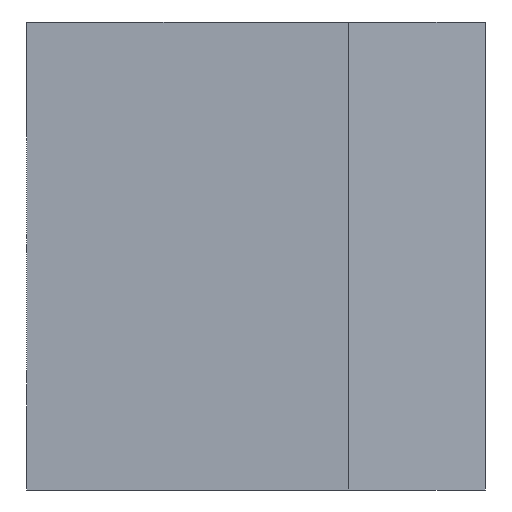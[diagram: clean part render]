
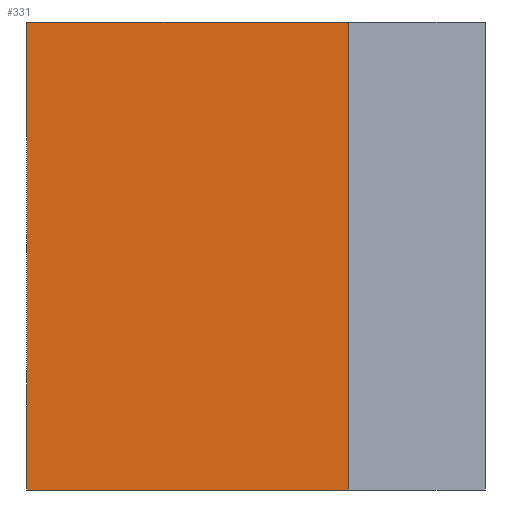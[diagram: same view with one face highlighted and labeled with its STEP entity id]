
A CAD part, left-side view. The second image highlights one B-rep face of the part: STEP entity #331.
In plain terms, the highlighted planar face has unit normal (-1, 0, 0).
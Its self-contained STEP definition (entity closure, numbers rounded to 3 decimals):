
#3 = EDGE_LOOP ( 'NONE', ( #402, #403, #404, #405 ) ) ;
#50 = CARTESIAN_POINT ( 'NONE',  ( -25.825, 0., 20. ) ) ;
#51 = CARTESIAN_POINT ( 'NONE',  ( -25.825, 0., -20. ) ) ;
#55 = CARTESIAN_POINT ( 'NONE',  ( -25.825, -27.5, 20. ) ) ;
#62 = CARTESIAN_POINT ( 'NONE',  ( -25.825, -27.5, -20. ) ) ;
#102 = VERTEX_POINT ( 'NONE', #55 ) ;
#124 = VERTEX_POINT ( 'NONE', #62 ) ;
#148 = VERTEX_POINT ( 'NONE', #51 ) ;
#153 = VERTEX_POINT ( 'NONE', #50 ) ;
#270 = EDGE_CURVE ( 'NONE', #102, #153, #735, .T. ) ;
#271 = EDGE_CURVE ( 'NONE', #124, #102, #733, .T. ) ;
#272 = EDGE_CURVE ( 'NONE', #124, #148, #738, .T. ) ;
#273 = EDGE_CURVE ( 'NONE', #148, #153, #736, .T. ) ;
#331 = ADVANCED_FACE ( 'NONE', ( #829 ), #1146, .T. ) ;
#402 = ORIENTED_EDGE ( 'NONE', *, *, #271, .T. ) ;
#403 = ORIENTED_EDGE ( 'NONE', *, *, #270, .T. ) ;
#404 = ORIENTED_EDGE ( 'NONE', *, *, #273, .F. ) ;
#405 = ORIENTED_EDGE ( 'NONE', *, *, #272, .F. ) ;
#733 = LINE ( 'NONE', #983, #739 ) ;
#735 = LINE ( 'NONE', #981, #737 ) ;
#736 = LINE ( 'NONE', #982, #743 ) ;
#737 = VECTOR ( 'NONE', #977, 1000. ) ;
#738 = LINE ( 'NONE', #989, #741 ) ;
#739 = VECTOR ( 'NONE', #988, 1000. ) ;
#741 = VECTOR ( 'NONE', #990, 1000. ) ;
#743 = VECTOR ( 'NONE', #991, 1000. ) ;
#829 = FACE_OUTER_BOUND ( 'NONE', #3, .T. ) ;
#977 = DIRECTION ( 'NONE',  ( 0., 1., 0. ) ) ;
#981 = CARTESIAN_POINT ( 'NONE',  ( -25.825, -39.2, 20. ) ) ;
#982 = CARTESIAN_POINT ( 'NONE',  ( -25.825, 0., 20. ) ) ;
#983 = CARTESIAN_POINT ( 'NONE',  ( -25.825, -27.5, -25. ) ) ;
#988 = DIRECTION ( 'NONE',  ( 0., 0., 1. ) ) ;
#989 = CARTESIAN_POINT ( 'NONE',  ( -25.825, -39.2, -20. ) ) ;
#990 = DIRECTION ( 'NONE',  ( 0., 1., 0. ) ) ;
#991 = DIRECTION ( 'NONE',  ( 0., 0., 1. ) ) ;
#1144 = CARTESIAN_POINT ( 'NONE',  ( -25.825, -39.2, 20. ) ) ;
#1146 = PLANE ( 'NONE',  #1285 ) ;
#1149 = DIRECTION ( 'NONE',  ( -1., 0., 0. ) ) ;
#1150 = DIRECTION ( 'NONE',  ( 0., 0., 1. ) ) ;
#1285 = AXIS2_PLACEMENT_3D ( 'NONE', #1144, #1149, #1150 ) ;
